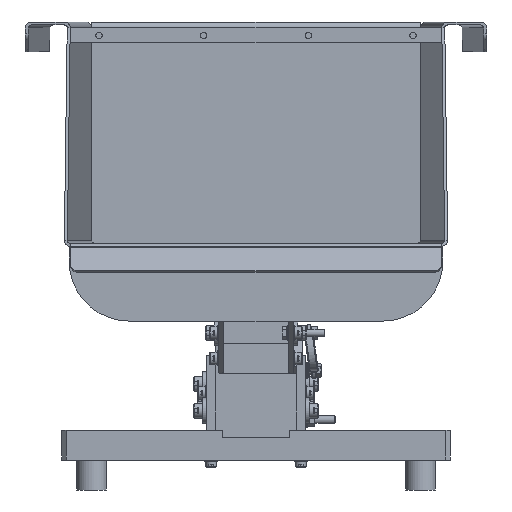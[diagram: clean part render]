
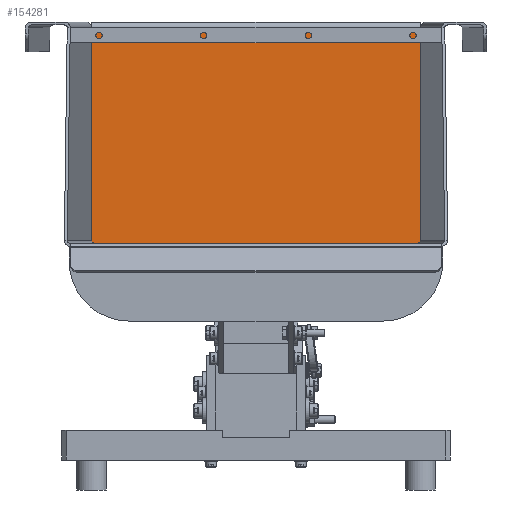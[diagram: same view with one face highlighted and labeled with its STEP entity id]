
A CAD part, left-side view. The second image highlights one B-rep face of the part: STEP entity #154281.
In plain terms, the highlighted face is planar.
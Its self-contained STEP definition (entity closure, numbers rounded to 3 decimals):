
#3343 = DIRECTION ( 'NONE',  ( 0., 0., 1. ) ) ;
#4540 = VECTOR ( 'NONE', #3343, 1000. ) ;
#5660 = CARTESIAN_POINT ( 'NONE',  ( -343., 144., 110. ) ) ;
#10013 = VERTEX_POINT ( 'NONE', #176166 ) ;
#11354 = CIRCLE ( 'NONE', #147216, 2. ) ;
#20869 = EDGE_CURVE ( 'NONE', #50732, #10013, #58214, .T. ) ;
#27952 = DIRECTION ( 'NONE',  ( -1., 0., 0. ) ) ;
#37716 = DIRECTION ( 'NONE',  ( -1., 0., 0. ) ) ;
#46703 = ORIENTED_EDGE ( 'NONE', *, *, #61418, .F. ) ;
#49040 = ORIENTED_EDGE ( 'NONE', *, *, #153168, .F. ) ;
#49781 = CARTESIAN_POINT ( 'NONE',  ( -343., 0., -108. ) ) ;
#50732 = VERTEX_POINT ( 'NONE', #231971 ) ;
#58214 = LINE ( 'NONE', #71735, #214738 ) ;
#61418 = EDGE_CURVE ( 'NONE', #169734, #210980, #11354, .T. ) ;
#71735 = CARTESIAN_POINT ( 'NONE',  ( -343., 144., 110. ) ) ;
#72245 = CARTESIAN_POINT ( 'NONE',  ( -343., 144., -110. ) ) ;
#74256 = EDGE_CURVE ( 'NONE', #210980, #196403, #174295, .T. ) ;
#80402 = FACE_OUTER_BOUND ( 'NONE', #273072, .T. ) ;
#93078 = DIRECTION ( 'NONE',  ( 0., 0., 1. ) ) ;
#94914 = CIRCLE ( 'NONE', #154097, 2. ) ;
#96575 = ORIENTED_EDGE ( 'NONE', *, *, #197165, .F. ) ;
#108757 = VERTEX_POINT ( 'NONE', #236838 ) ;
#117797 = DIRECTION ( 'NONE',  ( 0., 1., 0. ) ) ;
#118748 = DIRECTION ( 'NONE',  ( 0., 0., 1. ) ) ;
#147216 = AXIS2_PLACEMENT_3D ( 'NONE', #264325, #221593, #245679 ) ;
#153168 = EDGE_CURVE ( 'NONE', #10013, #169734, #271505, .T. ) ;
#154097 = AXIS2_PLACEMENT_3D ( 'NONE', #162456, #37716, #118748 ) ;
#154281 = ADVANCED_FACE ( 'NONE', ( #80402 ), #260496, .F. ) ;
#157979 = ORIENTED_EDGE ( 'NONE', *, *, #20869, .F. ) ;
#162456 = CARTESIAN_POINT ( 'NONE',  ( -343., 2., 108. ) ) ;
#169734 = VERTEX_POINT ( 'NONE', #184565 ) ;
#174295 = LINE ( 'NONE', #217241, #4540 ) ;
#176166 = CARTESIAN_POINT ( 'NONE',  ( -343., 144., -110. ) ) ;
#181962 = CARTESIAN_POINT ( 'NONE',  ( -343., 144., 110. ) ) ;
#184565 = CARTESIAN_POINT ( 'NONE',  ( -343., 2., -110. ) ) ;
#186992 = ORIENTED_EDGE ( 'NONE', *, *, #74256, .F. ) ;
#194887 = ORIENTED_EDGE ( 'NONE', *, *, #205681, .F. ) ;
#196403 = VERTEX_POINT ( 'NONE', #261451 ) ;
#197165 = EDGE_CURVE ( 'NONE', #196403, #108757, #94914, .T. ) ;
#197646 = AXIS2_PLACEMENT_3D ( 'NONE', #5660, #27952, #93078 ) ;
#205681 = EDGE_CURVE ( 'NONE', #108757, #50732, #245896, .T. ) ;
#210980 = VERTEX_POINT ( 'NONE', #49781 ) ;
#214738 = VECTOR ( 'NONE', #220644, 1000. ) ;
#217241 = CARTESIAN_POINT ( 'NONE',  ( -343., 0., 110. ) ) ;
#220644 = DIRECTION ( 'NONE',  ( 0., 0., -1. ) ) ;
#221152 = DIRECTION ( 'NONE',  ( 0., -1., 0. ) ) ;
#221593 = DIRECTION ( 'NONE',  ( -1., 0., 0. ) ) ;
#224805 = VECTOR ( 'NONE', #221152, 1000. ) ;
#231971 = CARTESIAN_POINT ( 'NONE',  ( -343., 144., 110. ) ) ;
#236838 = CARTESIAN_POINT ( 'NONE',  ( -343., 2., 110. ) ) ;
#245679 = DIRECTION ( 'NONE',  ( 0., 0., 1. ) ) ;
#245896 = LINE ( 'NONE', #181962, #265903 ) ;
#260496 = PLANE ( 'NONE',  #197646 ) ;
#261451 = CARTESIAN_POINT ( 'NONE',  ( -343., 0., 108. ) ) ;
#264325 = CARTESIAN_POINT ( 'NONE',  ( -343., 2., -108. ) ) ;
#265903 = VECTOR ( 'NONE', #117797, 1000. ) ;
#271505 = LINE ( 'NONE', #72245, #224805 ) ;
#273072 = EDGE_LOOP ( 'NONE', ( #49040, #157979, #194887, #96575, #186992, #46703 ) ) ;
